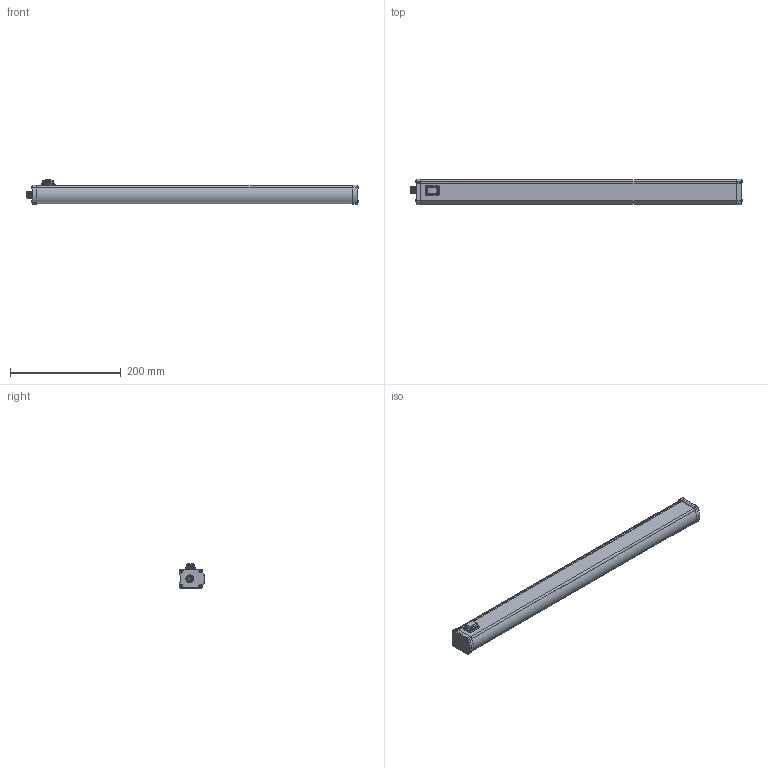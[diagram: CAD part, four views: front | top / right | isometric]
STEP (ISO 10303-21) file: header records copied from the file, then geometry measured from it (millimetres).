
FILE_DESCRIPTION((''),'2;1');
FILE_NAME('246050_SM01_ASM','2025-03-03T11:35:50',('banengservice'),('BANNER ENGINEERING'),'CREO PARAMETRIC BY PTC INC, 2022414','CREO PARAMETRIC BY PTC INC, 2022414','');
FILE_SCHEMA(('CONFIG_CONTROL_DESIGN'));
Length unit declared in the file: millimetre
Products named in the file (2): 246050_EP01; 246050_SM01_ASM
Assembly tree (1 placements, depth 2):
  246050_SM01_ASM
    246050_EP01
Bounding box: 598.7 x 46.2 x 44 mm (x, y, z)
Volume: 778735.3 mm3; surface area: 92831 mm2
Topology: 1 solids, 1 shells, 759 faces, 1937 edges, 1217 vertices
Faces by surface type: plane 288, cylinder 202, cone 135, torus 89, bspline 41, sphere 4
Entity records: 31882 total; most frequent: CARTESIAN_POINT 13925, ORIENTED_EDGE 3874, DIRECTION 3614, EDGE_CURVE 1937, AXIS2_PLACEMENT_3D 1377, VERTEX_POINT 1217, VECTOR 860, LINE 860
